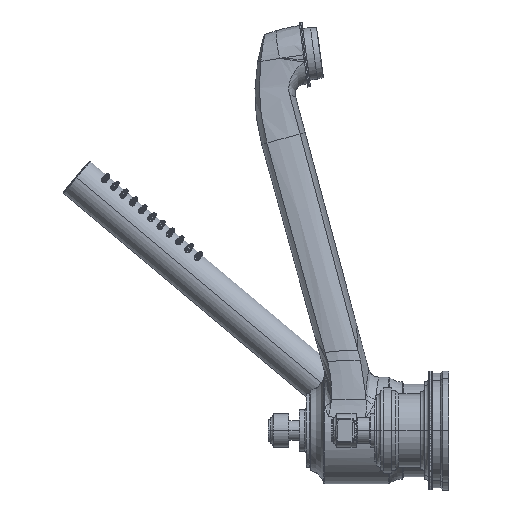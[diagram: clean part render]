
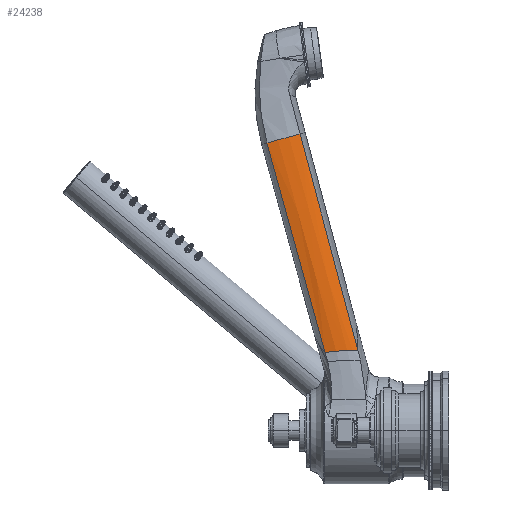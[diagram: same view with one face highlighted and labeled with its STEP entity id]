
A CAD part, left-side view. The second image highlights one B-rep face of the part: STEP entity #24238.
In plain terms, the highlighted free-form (B-spline) face has degree [3, 3] with [4, 4] control points.
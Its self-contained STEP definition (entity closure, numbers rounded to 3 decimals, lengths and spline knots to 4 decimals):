
#4361=DIRECTION('',(0.06,0.267,0.962));
#4362=VECTOR('',#4361,5.2131);
#4363=CARTESIAN_POINT('',(-1.1019,2.9647,1.8719));
#4364=LINE('',#4363,#4362);
#4368=CARTESIAN_POINT('',(-1.1034,2.1757,1.9241));
#4370=CARTESIAN_POINT('',(-1.1019,2.9647,1.8719));
#4371=CARTESIAN_POINT('',(-1.1691,2.6995,1.9049));
#4372=CARTESIAN_POINT('',(-1.1691,2.4262,1.9256));
#4373=CARTESIAN_POINT('',(-1.1034,2.1757,1.9241));
#5498=CARTESIAN_POINT('',(-1.1034,2.1757,1.9241));
#5499=CARTESIAN_POINT('',(-0.9858,2.6399,
3.6564));
#5500=CARTESIAN_POINT('',(-0.8781,3.1107,
5.4135));
#5501=CARTESIAN_POINT('',(-0.7849,3.5642,
7.1059));
#5503=CARTESIAN_POINT('',(-0.7916,4.3554,
6.8865));
#5504=CARTESIAN_POINT('',(-0.8353,4.0938,
6.9591));
#5505=CARTESIAN_POINT('',(-0.833,3.8251,
7.0336));
#5506=CARTESIAN_POINT('',(-0.7849,3.5642,
7.1059));
#14713=CARTESIAN_POINT('',(-1.1019,2.9647,
1.8719));
#14715=VERTEX_POINT('',#14713);
#14716=CARTESIAN_POINT('',(-0.7916,4.3554,
6.8865));
#14717=VERTEX_POINT('',#14716);
#14728=VERTEX_POINT('',#4368);
#14729=VERTEX_POINT('',#5501);
#24215=CARTESIAN_POINT('',(-1.1019,2.9647,
1.8719));
#24216=CARTESIAN_POINT('',(-1.1691,2.6995,
1.9049));
#24217=CARTESIAN_POINT('',(-1.1691,2.4262,
1.9256));
#24218=CARTESIAN_POINT('',(-1.1034,2.1757,1.9241));
#24219=CARTESIAN_POINT('',(-0.9989,3.4268,
3.5379));
#24220=CARTESIAN_POINT('',(-1.1155,3.1611,
3.603));
#24221=CARTESIAN_POINT('',(-1.1103,2.8805,
3.6483));
#24222=CARTESIAN_POINT('',(-0.9858,2.6399,
3.6564));
#24223=CARTESIAN_POINT('',(-0.8971,3.8829,
5.1825));
#24224=CARTESIAN_POINT('',(-0.9737,3.6263,
5.2654));
#24225=CARTESIAN_POINT('',(-0.9671,3.3583,
5.3455));
#24226=CARTESIAN_POINT('',(-0.8781,3.1107,
5.4135));
#24227=CARTESIAN_POINT('',(-0.7916,4.3554,
6.8865));
#24228=CARTESIAN_POINT('',(-0.8353,4.0938,
6.9591));
#24229=CARTESIAN_POINT('',(-0.833,3.8251,
7.0336));
#24230=CARTESIAN_POINT('',(-0.7849,3.5642,
7.1059));
#24231=B_SPLINE_SURFACE_WITH_KNOTS('',3,3,((#24215,#24216,#24217,#24218),
(#24219,#24220,#24221,#24222),(#24223,#24224,#24225,#24226),(#24227,#24228,
#24229,#24230)),.UNSPECIFIED.,.F.,.F.,.F.,(4,4),(4,4),(0.0752,
0.352),(0.,1.),.UNSPECIFIED.);
#24232=ORIENTED_EDGE('',*,*,#24206,.F.);
#24233=ORIENTED_EDGE('',*,*,#22063,.F.);
#24234=ORIENTED_EDGE('',*,*,#22036,.T.);
#24235=ORIENTED_EDGE('',*,*,#21475,.T.);
#24236=EDGE_LOOP('',(#24232,#24233,#24234,#24235));
#24237=FACE_OUTER_BOUND('',#24236,.F.);
#24238=ADVANCED_FACE('',(#24237),#24231,.F.);
#4374=B_SPLINE_CURVE_WITH_KNOTS('',3,(#4370,#4371,#4372,#4373),.UNSPECIFIED.,
.F.,.F.,(4,4),(0.,1.),.UNSPECIFIED.);
#5502=B_SPLINE_CURVE_WITH_KNOTS('',3,(#5498,#5499,#5500,#5501),.UNSPECIFIED.,
.F.,.F.,(4,4),(0.,1.),.UNSPECIFIED.);
#5507=B_SPLINE_CURVE_WITH_KNOTS('',3,(#5503,#5504,#5505,#5506),.UNSPECIFIED.,
.F.,.F.,(4,4),(0.,1.),.UNSPECIFIED.);
#21475=EDGE_CURVE('',#14717,#14729,#5507,.T.);
#22036=EDGE_CURVE('',#14715,#14717,#4364,.T.);
#22063=EDGE_CURVE('',#14715,#14728,#4374,.T.);
#24206=EDGE_CURVE('',#14728,#14729,#5502,.T.);
